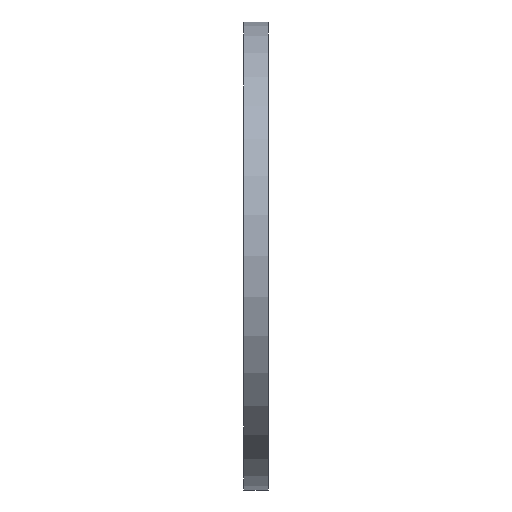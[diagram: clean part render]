
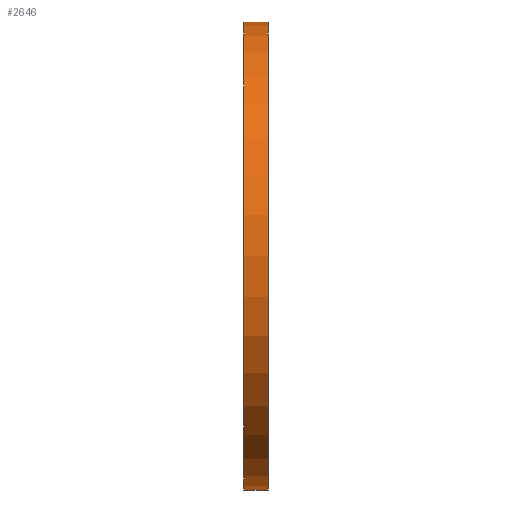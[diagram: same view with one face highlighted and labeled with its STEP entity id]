
A CAD part, left-side view. The second image highlights one B-rep face of the part: STEP entity #2646.
In plain terms, the highlighted cylindrical face has radius 75 mm (diameter 150 mm), a partial arc.
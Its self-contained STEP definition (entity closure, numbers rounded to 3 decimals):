
#678 = FACE_OUTER_BOUND ( 'NONE', #6271, .T. ) ;
#854 = CYLINDRICAL_SURFACE ( 'NONE', #2221, 75. ) ;
#1020 = ORIENTED_EDGE ( 'NONE', *, *, #1278, .F. ) ;
#1278 = EDGE_CURVE ( 'NONE', #13820, #3644, #10868, .T. ) ;
#2221 = AXIS2_PLACEMENT_3D ( 'NONE', #11391, #4665, #3579 ) ;
#2358 = LINE ( 'NONE', #3508, #4454 ) ;
#2646 = ADVANCED_FACE ( 'NONE', ( #678 ), #854, .T. ) ;
#3257 = EDGE_CURVE ( 'NONE', #12206, #3644, #11375, .T. ) ;
#3300 = VERTEX_POINT ( 'NONE', #13037 ) ;
#3508 = CARTESIAN_POINT ( 'NONE',  ( 0., 4., -75. ) ) ;
#3579 = DIRECTION ( 'NONE',  ( 0., 0., -1. ) ) ;
#3644 = VERTEX_POINT ( 'NONE', #3973 ) ;
#3973 = CARTESIAN_POINT ( 'NONE',  ( 0., -4., 75. ) ) ;
#4454 = VECTOR ( 'NONE', #6875, 1000. ) ;
#4514 = EDGE_CURVE ( 'NONE', #3300, #13820, #8873, .T. ) ;
#4665 = DIRECTION ( 'NONE',  ( 0., -1., 0. ) ) ;
#4927 = AXIS2_PLACEMENT_3D ( 'NONE', #13215, #13270, #5424 ) ;
#5242 = DIRECTION ( 'NONE',  ( 0., 0., 1. ) ) ;
#5424 = DIRECTION ( 'NONE',  ( 0., 0., 1. ) ) ;
#6271 = EDGE_LOOP ( 'NONE', ( #1020, #9919, #13432, #10380 ) ) ;
#6281 = DIRECTION ( 'NONE',  ( 0., 1., 0. ) ) ;
#6456 = DIRECTION ( 'NONE',  ( 0., -1., 0. ) ) ;
#6852 = CARTESIAN_POINT ( 'NONE',  ( 0., 4., 75. ) ) ;
#6875 = DIRECTION ( 'NONE',  ( 0., -1., 0. ) ) ;
#8873 = CIRCLE ( 'NONE', #4927, 75. ) ;
#9084 = VECTOR ( 'NONE', #6456, 1000. ) ;
#9919 = ORIENTED_EDGE ( 'NONE', *, *, #4514, .F. ) ;
#10380 = ORIENTED_EDGE ( 'NONE', *, *, #3257, .T. ) ;
#10695 = CARTESIAN_POINT ( 'NONE',  ( 0., 4., 75. ) ) ;
#10868 = LINE ( 'NONE', #6852, #9084 ) ;
#10968 = AXIS2_PLACEMENT_3D ( 'NONE', #11978, #6281, #5242 ) ;
#11375 = CIRCLE ( 'NONE', #10968, 75. ) ;
#11391 = CARTESIAN_POINT ( 'NONE',  ( 0., 4., 0. ) ) ;
#11978 = CARTESIAN_POINT ( 'NONE',  ( 0., -4., 0. ) ) ;
#12206 = VERTEX_POINT ( 'NONE', #14346 ) ;
#13037 = CARTESIAN_POINT ( 'NONE',  ( 0., 4., -75. ) ) ;
#13215 = CARTESIAN_POINT ( 'NONE',  ( 0., 4., 0. ) ) ;
#13270 = DIRECTION ( 'NONE',  ( 0., 1., 0. ) ) ;
#13432 = ORIENTED_EDGE ( 'NONE', *, *, #14244, .T. ) ;
#13820 = VERTEX_POINT ( 'NONE', #10695 ) ;
#14244 = EDGE_CURVE ( 'NONE', #3300, #12206, #2358, .T. ) ;
#14346 = CARTESIAN_POINT ( 'NONE',  ( 0., -4., -75. ) ) ;
